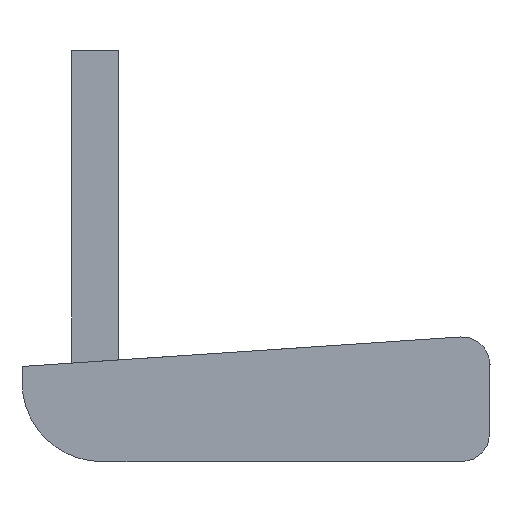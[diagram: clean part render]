
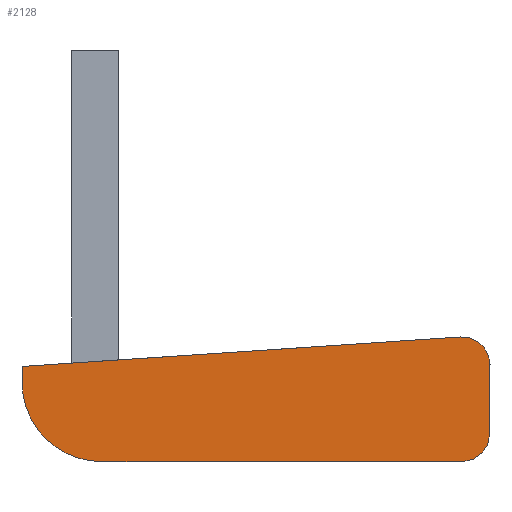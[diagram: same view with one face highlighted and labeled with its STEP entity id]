
A CAD part, left-side view. The second image highlights one B-rep face of the part: STEP entity #2128.
In plain terms, the highlighted planar face has unit normal (-1, 0, 0).
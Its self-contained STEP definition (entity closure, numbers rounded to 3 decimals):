
#24 = VERTEX_POINT('',#25);
#25 = CARTESIAN_POINT('',(0.,0.,
    3.5));
#41 = VERTEX_POINT('',#42);
#42 = CARTESIAN_POINT('',(0.,1.067,4.5
    ));
#48 = EDGE_CURVE('',#24,#41,#49,.T.);
#49 = CIRCLE('',#50,1.);
#50 = AXIS2_PLACEMENT_3D('',#51,#52,#53);
#51 = CARTESIAN_POINT('',(0.,1.,3.502));
#52 = DIRECTION('',(-1.,0.,0.));
#53 = DIRECTION('',(0.,-1.,0.));
#154 = VERTEX_POINT('',#155);
#155 = CARTESIAN_POINT('',(0.,16.905,
    3.435));
#161 = EDGE_CURVE('',#162,#154,#164,.T.);
#162 = VERTEX_POINT('',#163);
#163 = CARTESIAN_POINT('',(0.,12.829,
    3.709));
#164 = LINE('',#165,#166);
#165 = CARTESIAN_POINT('',(0.,14.867,
    3.572));
#166 = VECTOR('',#167,1.);
#167 = DIRECTION('',(0.,0.998,-0.067));
#169 = EDGE_CURVE('',#170,#162,#172,.T.);
#170 = VERTEX_POINT('',#171);
#171 = CARTESIAN_POINT('',(0.,12.774,
    3.713));
#172 = LINE('',#173,#174);
#173 = CARTESIAN_POINT('',(0.,12.802,
    3.711));
#174 = VECTOR('',#175,1.);
#175 = DIRECTION('',(0.,0.998,-0.067));
#177 = EDGE_CURVE('',#41,#170,#178,.T.);
#178 = LINE('',#179,#180);
#179 = CARTESIAN_POINT('',(0.,6.921,
    4.107));
#180 = VECTOR('',#181,1.);
#181 = DIRECTION('',(0.,0.998,-0.067));
#2128 = ADVANCED_FACE('',(#2129),#2175,.T.);
#2129 = FACE_BOUND('',#2130,.T.);
#2130 = EDGE_LOOP('',(#2131,#2132,#2133,#2134,#2142,#2151,#2159,#2168,
    #2174));
#2131 = ORIENTED_EDGE('',*,*,#177,.T.);
#2132 = ORIENTED_EDGE('',*,*,#169,.T.);
#2133 = ORIENTED_EDGE('',*,*,#161,.T.);
#2134 = ORIENTED_EDGE('',*,*,#2135,.T.);
#2135 = EDGE_CURVE('',#154,#2136,#2138,.T.);
#2136 = VERTEX_POINT('',#2137);
#2137 = CARTESIAN_POINT('',(0.,16.901,
    2.851));
#2138 = LINE('',#2139,#2140);
#2139 = CARTESIAN_POINT('',(0.,16.903,
    3.143));
#2140 = VECTOR('',#2141,1.);
#2141 = DIRECTION('',(0.,-0.006,-1.));
#2142 = ORIENTED_EDGE('',*,*,#2143,.T.);
#2143 = EDGE_CURVE('',#2136,#2144,#2146,.T.);
#2144 = VERTEX_POINT('',#2145);
#2145 = CARTESIAN_POINT('',(0.,13.945,
    0.001));
#2146 = CIRCLE('',#2147,2.867);
#2147 = AXIS2_PLACEMENT_3D('',#2148,#2149,#2150);
#2148 = CARTESIAN_POINT('',(0.,14.034,
    2.867));
#2149 = DIRECTION('',(-1.,0.,0.));
#2150 = DIRECTION('',(0.,-1.,0.));
#2151 = ORIENTED_EDGE('',*,*,#2152,.T.);
#2152 = EDGE_CURVE('',#2144,#2153,#2155,.T.);
#2153 = VERTEX_POINT('',#2154);
#2154 = CARTESIAN_POINT('',(0.,0.979,
    0.001));
#2155 = LINE('',#2156,#2157);
#2156 = CARTESIAN_POINT('',(0.,7.462,
    0.001));
#2157 = VECTOR('',#2158,1.);
#2158 = DIRECTION('',(0.,-1.,0.));
#2159 = ORIENTED_EDGE('',*,*,#2160,.T.);
#2160 = EDGE_CURVE('',#2153,#2161,#2163,.T.);
#2161 = VERTEX_POINT('',#2162);
#2162 = CARTESIAN_POINT('',(0.,0.007,
    1.001));
#2163 = CIRCLE('',#2164,1.);
#2164 = AXIS2_PLACEMENT_3D('',#2165,#2166,#2167);
#2165 = CARTESIAN_POINT('',(0.,1.007,
    1.001));
#2166 = DIRECTION('',(-1.,0.,0.));
#2167 = DIRECTION('',(0.,-1.,0.));
#2168 = ORIENTED_EDGE('',*,*,#2169,.T.);
#2169 = EDGE_CURVE('',#2161,#24,#2170,.T.);
#2170 = LINE('',#2171,#2172);
#2171 = CARTESIAN_POINT('',(0.,0.004,
    2.25));
#2172 = VECTOR('',#2173,1.);
#2173 = DIRECTION('',(0.,-0.003,1.));
#2174 = ORIENTED_EDGE('',*,*,#48,.T.);
#2175 = PLANE('',#2176);
#2176 = AXIS2_PLACEMENT_3D('',#2177,#2178,#2179);
#2177 = CARTESIAN_POINT('',(0.,14.953,
    10.053));
#2178 = DIRECTION('',(-1.,0.,0.));
#2179 = DIRECTION('',(0.,1.,
    0.));
